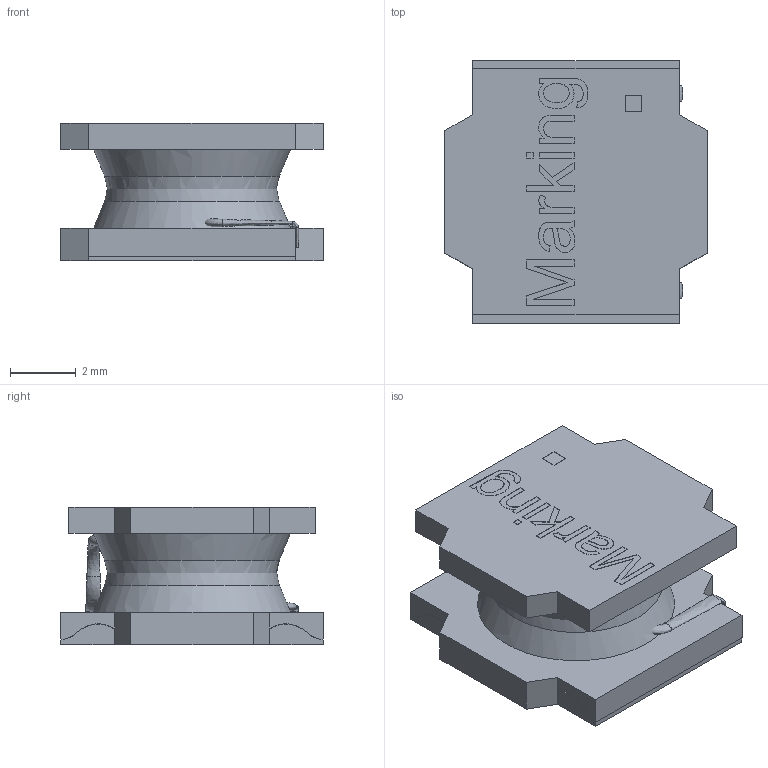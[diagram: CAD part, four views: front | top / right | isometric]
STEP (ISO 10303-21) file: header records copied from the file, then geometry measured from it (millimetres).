
FILE_DESCRIPTION(('CAx-IF Rec.Pracs.---Model Styling and Organization---1.5---2016-08-15','CAx-IF Rec.Pracs.---Geometric and Assembly Validation Properties---4.4---2016-08-17','CAx-IF Rec.Pracs.---User Defined Attributes---1.5---2016-08-15','CAx-IF Rec.Pracs.---External References---2.1---2005-01-19'),'2;1');
FILE_NAME('L_SMD_8040_8.0x8.0x4.2mm.STEP.stp','2020-08-13T18:23:56',('Unspecified'),('Unspecified'),'CAD Exchanger 3.8.1 (cadexchanger.com)','Unspecified','');
FILE_SCHEMA(('AUTOMOTIVE_DESIGN { 1 0 10303 214 1 1 1 1 }'));
Length unit declared in the file: millimetre
Products named in the file (5): Assem1; housing; contact; spule; Glue
Assembly tree (5 placements, depth 2):
  Assem1
    housing
    contact  x2
    spule
    Glue
Bounding box: 8 x 8 x 4.2 mm (x, y, z)
Volume: 195.8 mm3; surface area: 546.5 mm2
Topology: 5 solids, 5 shells, 147 faces, 355 edges, 231 vertices
Faces by surface type: plane 105, extrusion 16, bspline 15, cylinder 9, torus 2
Full cylindrical faces by diameter (mm): 4 x1
Entity records: 8005 total; most frequent: CARTESIAN_POINT 3849, ORIENTED_EDGE 686, DIRECTION 445, EDGE_CURVE 343, VERTEX_POINT 223, VECTOR 177, B_SPLINE_CURVE_WITH_KNOTS 176, LINE 161
